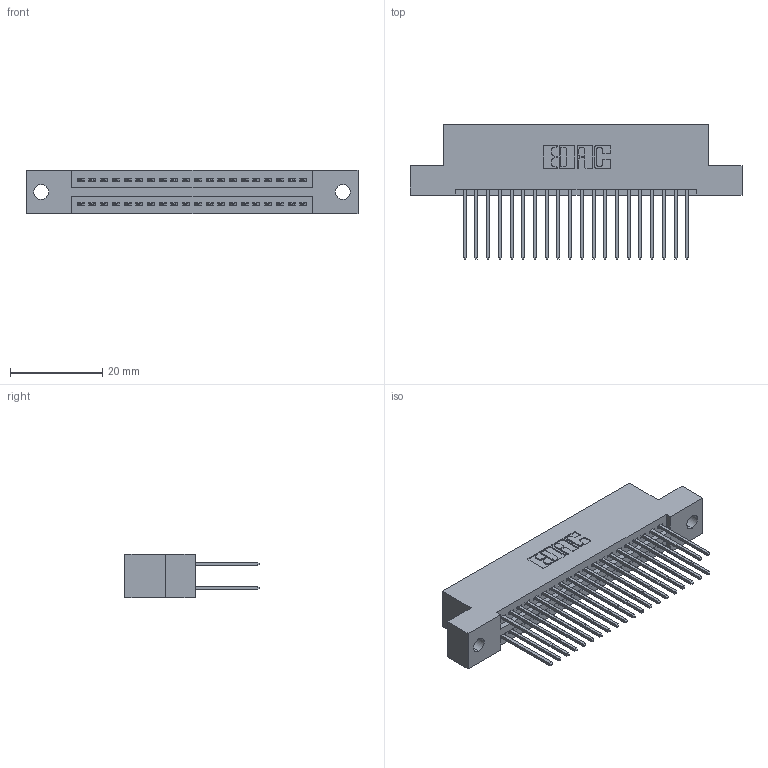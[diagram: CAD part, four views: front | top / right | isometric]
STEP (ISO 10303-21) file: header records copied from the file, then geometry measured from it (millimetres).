
FILE_DESCRIPTION (( 'STEP AP203' ), '1' );
FILE_NAME ('345-040-540-202.STEP', '2019-10-28T17:20:24', ( '' ), ( '' ), 'SwSTEP 2.0', 'SolidWorks 2016', '' );
FILE_SCHEMA (( 'CONFIG_CONTROL_DESIGN' ));
Length unit declared in the file: inch
Products named in the file (3): 345 Part_Flush Mounting Lugs - 0.128 Dia; 345-292-001_345-293-140; 345-040-540-202
Assembly tree (41 placements, depth 2):
  345-040-540-202
    345 Part_Flush Mounting Lugs - 0.128 Dia
    345-292-001_345-293-140  x40
Bounding box: 72.01 x 29.13 x 9.4 mm (x, y, z)
Volume: 6905.8 mm3; surface area: 10212.6 mm2
Topology: 41 solids, 41 shells, 2126 faces, 6301 edges, 4146 vertices
Faces by surface type: plane 1400, cylinder 726
Entity records: 18675 total; most frequent: CARTESIAN_POINT 3152, ORIENTED_EDGE 3086, DIRECTION 2807, EDGE_CURVE 1543, VECTOR 1331, LINE 1331, VERTEX_POINT 1026, AXIS2_PLACEMENT_3D 738
